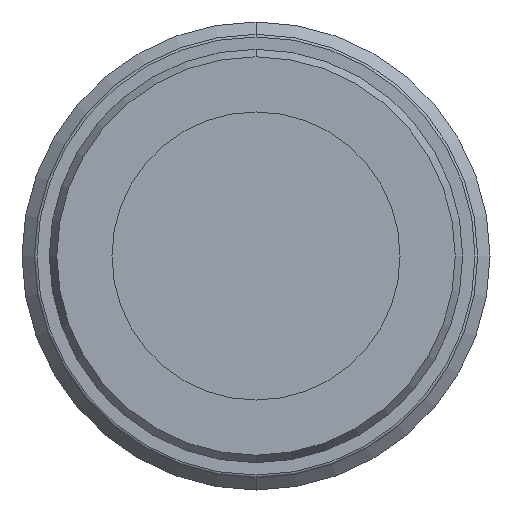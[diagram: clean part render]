
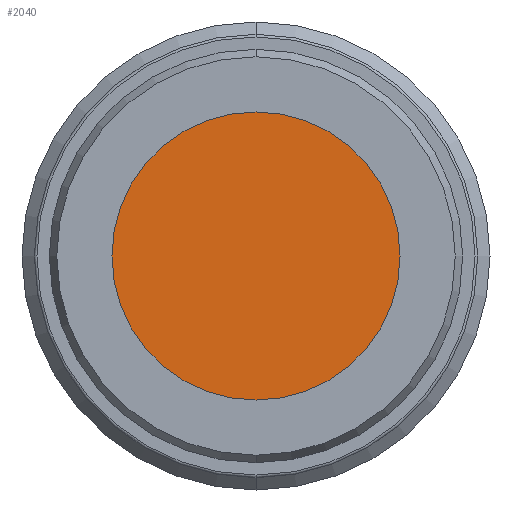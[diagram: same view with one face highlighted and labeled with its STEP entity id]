
A CAD part, front view. The second image highlights one B-rep face of the part: STEP entity #2040.
In plain terms, the highlighted planar face has unit normal (0, -1, 0).
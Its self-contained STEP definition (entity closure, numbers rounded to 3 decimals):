
#90 = CARTESIAN_POINT ( 'NONE',  ( 0., 1., -11.08 ) ) ;
#104 = DIRECTION ( 'NONE',  ( 0., 0., -1. ) ) ;
#203 = PLANE ( 'NONE',  #2282 ) ;
#343 = VERTEX_POINT ( 'NONE', #90 ) ;
#359 = FACE_OUTER_BOUND ( 'NONE', #1020, .T. ) ;
#484 = DIRECTION ( 'NONE',  ( 0., -1., 0. ) ) ;
#651 = AXIS2_PLACEMENT_3D ( 'NONE', #3180, #1642, #104 ) ;
#673 = CIRCLE ( 'NONE', #2233, 11.08 ) ;
#816 = EDGE_CURVE ( 'NONE', #343, #1944, #2518, .T. ) ;
#1020 = EDGE_LOOP ( 'NONE', ( #1794, #2735 ) ) ;
#1206 = CARTESIAN_POINT ( 'NONE',  ( 0., 1., 0. ) ) ;
#1460 = DIRECTION ( 'NONE',  ( 0., 0., -1. ) ) ;
#1642 = DIRECTION ( 'NONE',  ( 0., -1., 0. ) ) ;
#1794 = ORIENTED_EDGE ( 'NONE', *, *, #816, .T. ) ;
#1944 = VERTEX_POINT ( 'NONE', #2013 ) ;
#2009 = CARTESIAN_POINT ( 'NONE',  ( 0., 1., 0. ) ) ;
#2013 = CARTESIAN_POINT ( 'NONE',  ( 0., 1., 11.08 ) ) ;
#2040 = ADVANCED_FACE ( 'NONE', ( #359 ), #203, .T. ) ;
#2233 = AXIS2_PLACEMENT_3D ( 'NONE', #1206, #2988, #1460 ) ;
#2265 = DIRECTION ( 'NONE',  ( 0., 0., -1. ) ) ;
#2282 = AXIS2_PLACEMENT_3D ( 'NONE', #2009, #484, #2265 ) ;
#2518 = CIRCLE ( 'NONE', #651, 11.08 ) ;
#2577 = EDGE_CURVE ( 'NONE', #1944, #343, #673, .T. ) ;
#2735 = ORIENTED_EDGE ( 'NONE', *, *, #2577, .T. ) ;
#2988 = DIRECTION ( 'NONE',  ( 0., -1., 0. ) ) ;
#3180 = CARTESIAN_POINT ( 'NONE',  ( 0., 1., 0. ) ) ;
